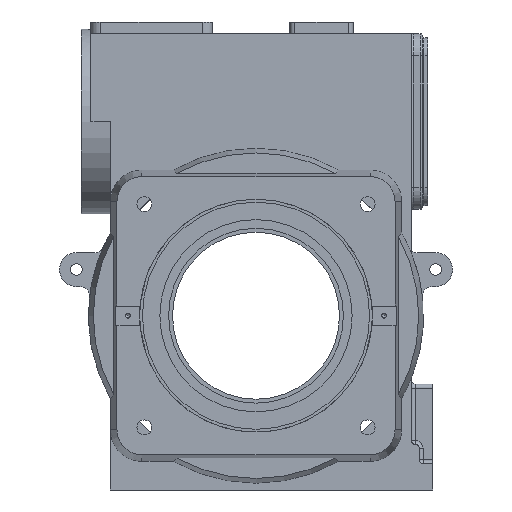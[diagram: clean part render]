
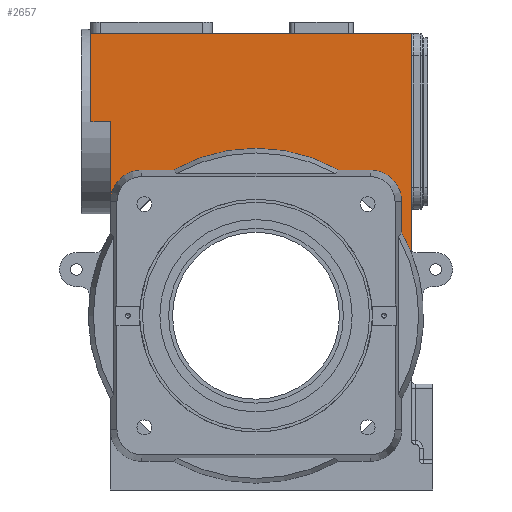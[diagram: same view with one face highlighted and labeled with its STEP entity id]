
A CAD part, left-side view. The second image highlights one B-rep face of the part: STEP entity #2657.
In plain terms, the highlighted planar face has unit normal (-1, 0, 0).
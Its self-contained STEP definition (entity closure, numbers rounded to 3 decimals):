
#2657=ADVANCED_FACE('',(#7226),#7228,.F.);
#7226=FACE_BOUND('',#7227,.T.);
#7227=EDGE_LOOP('',(#9944,#9945,#9946,#9947,#9948,#9949,#9950,#9951,#9952,#9953,
#9954,#9955));
#7228=PLANE('',#7229);
#7229=AXIS2_PLACEMENT_3D('',#7230,#7231,#7232);
#7230=CARTESIAN_POINT('',(-131.5,0.,0.));
#7231=DIRECTION('',(1.,0.,0.));
#7232=DIRECTION('',(0.,1.,0.));
#9944=ORIENTED_EDGE('',*,*,#11390,.F.);
#9945=ORIENTED_EDGE('',*,*,#11391,.F.);
#9946=ORIENTED_EDGE('',*,*,#11392,.F.);
#9947=ORIENTED_EDGE('',*,*,#11393,.F.);
#9948=ORIENTED_EDGE('',*,*,#11394,.F.);
#9949=ORIENTED_EDGE('',*,*,#11204,.F.);
#9950=ORIENTED_EDGE('',*,*,#11195,.F.);
#9951=ORIENTED_EDGE('',*,*,#11395,.F.);
#9952=ORIENTED_EDGE('',*,*,#11396,.F.);
#9953=ORIENTED_EDGE('',*,*,#11397,.F.);
#9954=ORIENTED_EDGE('',*,*,#11398,.F.);
#9955=ORIENTED_EDGE('',*,*,#11303,.F.);
#11195=EDGE_CURVE('',#12768,#12770,#12771,.T.);
#11204=EDGE_CURVE('',#12770,#12786,#12787,.F.);
#11303=EDGE_CURVE('',#12818,#12923,#12932,.T.);
#11390=EDGE_CURVE('',#13061,#12818,#13062,.T.);
#11391=EDGE_CURVE('',#13063,#13061,#13064,.F.);
#11392=EDGE_CURVE('',#13065,#13063,#13066,.T.);
#11393=EDGE_CURVE('',#13067,#13065,#13068,.F.);
#11394=EDGE_CURVE('',#12786,#13067,#13069,.T.);
#11395=EDGE_CURVE('',#13070,#12768,#13071,.T.);
#11396=EDGE_CURVE('',#13072,#13070,#13073,.T.);
#11397=EDGE_CURVE('',#13074,#13072,#13075,.T.);
#11398=EDGE_CURVE('',#12923,#13074,#13076,.T.);
#12768=VERTEX_POINT('',#18199);
#12770=VERTEX_POINT('',#18204);
#12771=CIRCLE('',#18205,172.5);
#12786=VERTEX_POINT('',#18244);
#12787=LINE('',#18245,#18246);
#12818=VERTEX_POINT('',#18327);
#12923=VERTEX_POINT('',#18624);
#12932=LINE('',#18644,#18645);
#13061=VERTEX_POINT('',#19263);
#13062=CIRCLE('',#19264,32.5);
#13063=VERTEX_POINT('',#19268);
#13064=LINE('',#19269,#19270);
#13065=VERTEX_POINT('',#19272);
#13066=CIRCLE('',#19273,172.5);
#13067=VERTEX_POINT('',#19277);
#13068=LINE('',#19278,#19279);
#13069=CIRCLE('',#19281,32.5);
#13070=VERTEX_POINT('',#19285);
#13071=LINE('',#19286,#19287);
#13072=VERTEX_POINT('',#19289);
#13073=LINE('',#19290,#19291);
#13074=VERTEX_POINT('',#19293);
#13075=LINE('',#19294,#19295);
#13076=LINE('',#19297,#19298);
#18199=CARTESIAN_POINT('',(-131.5,-160.,64.469));
#18204=CARTESIAN_POINT('',(-131.5,-150.,85.184));
#18205=AXIS2_PLACEMENT_3D('',#18206,#18207,#18208);
#18206=CARTESIAN_POINT('',(-131.5,0.,0.));
#18207=DIRECTION('',(-1.,0.,0.));
#18208=DIRECTION('',(0.,-0.928,0.374));
#18244=CARTESIAN_POINT('',(-131.5,-150.,117.5));
#18245=CARTESIAN_POINT('',(-131.5,-150.,117.5));
#18246=VECTOR('',#18247,1.);
#18247=DIRECTION('',(0.,0.,-1.));
#18327=CARTESIAN_POINT('',(-131.5,150.,117.5));
#18624=CARTESIAN_POINT('',(-131.5,150.,200.));
#18644=CARTESIAN_POINT('',(-131.5,150.,117.5));
#18645=VECTOR('',#18646,1.);
#18646=DIRECTION('',(0.,0.,1.));
#19263=CARTESIAN_POINT('',(-131.5,117.5,150.));
#19264=AXIS2_PLACEMENT_3D('',#19265,#19266,#19267);
#19265=CARTESIAN_POINT('',(-131.5,117.5,117.5));
#19266=DIRECTION('',(-1.,0.,0.));
#19267=DIRECTION('',(0.,0.,1.));
#19268=CARTESIAN_POINT('',(-131.5,85.184,150.));
#19269=CARTESIAN_POINT('',(-131.5,117.5,150.));
#19270=VECTOR('',#19271,1.);
#19271=DIRECTION('',(0.,-1.,0.));
#19272=CARTESIAN_POINT('',(-131.5,-85.184,150.));
#19273=AXIS2_PLACEMENT_3D('',#19274,#19275,#19276);
#19274=CARTESIAN_POINT('',(-131.5,0.,0.));
#19275=DIRECTION('',(-1.,0.,0.));
#19276=DIRECTION('',(0.,-0.494,0.87));
#19277=CARTESIAN_POINT('',(-131.5,-117.5,150.));
#19278=CARTESIAN_POINT('',(-131.5,-85.184,150.));
#19279=VECTOR('',#19280,1.);
#19280=DIRECTION('',(0.,-1.,0.));
#19281=AXIS2_PLACEMENT_3D('',#19282,#19283,#19284);
#19282=CARTESIAN_POINT('',(-131.5,-117.5,117.5));
#19283=DIRECTION('',(-1.,0.,0.));
#19284=DIRECTION('',(0.,-1.,0.));
#19285=CARTESIAN_POINT('',(-131.5,-160.,290.5));
#19286=CARTESIAN_POINT('',(-131.5,-160.,290.5));
#19287=VECTOR('',#19288,1.);
#19288=DIRECTION('',(0.,0.,-1.));
#19289=CARTESIAN_POINT('',(-131.5,170.,290.5));
#19290=CARTESIAN_POINT('',(-131.5,170.,290.5));
#19291=VECTOR('',#19292,1.);
#19292=DIRECTION('',(0.,-1.,0.));
#19293=CARTESIAN_POINT('',(-131.5,170.,200.));
#19294=CARTESIAN_POINT('',(-131.5,170.,200.));
#19295=VECTOR('',#19296,1.);
#19296=DIRECTION('',(0.,0.,1.));
#19297=CARTESIAN_POINT('',(-131.5,150.,200.));
#19298=VECTOR('',#19299,1.);
#19299=DIRECTION('',(0.,1.,0.));
